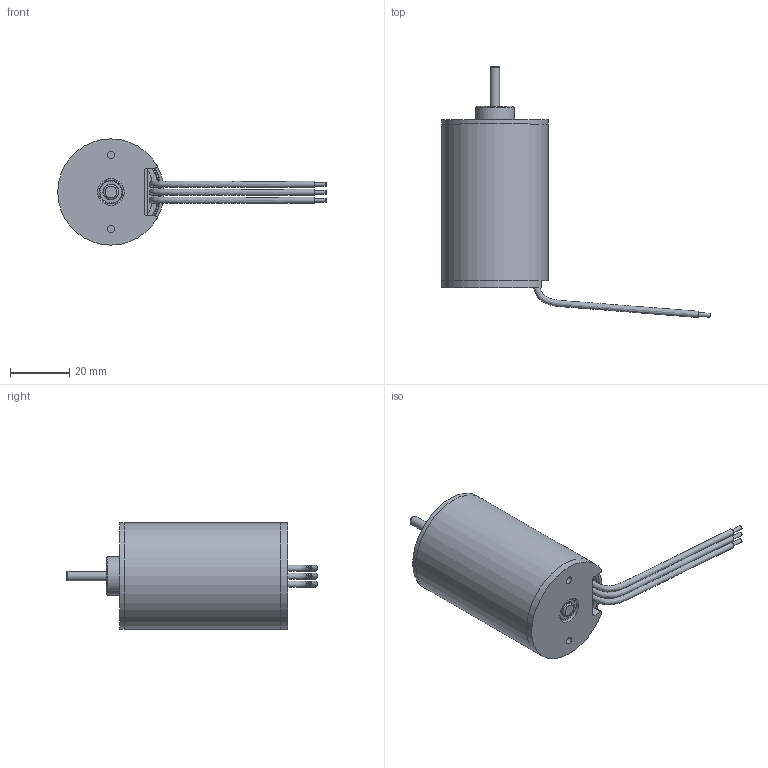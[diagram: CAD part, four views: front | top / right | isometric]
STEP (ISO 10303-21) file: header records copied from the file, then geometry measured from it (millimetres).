
FILE_DESCRIPTION (( 'STEP AP203' ), '1' );
FILE_NAME ('BL3657.STEP', '2025-12-02T10:02:31', ( 'Windows 蚚誧' ), ( 'Organization' ), 'SwSTEP 2.0', 'SolidWorks 2024', '' );
FILE_SCHEMA (( 'CONFIG_CONTROL_DESIGN' ));
Length unit declared in the file: millimetre
Products named in the file (1): BL3657
Bounding box: 90.95 x 85.03 x 36 mm (x, y, z)
Volume: 19423.8 mm3; surface area: 23594.7 mm2
Topology: 10 solids, 10 shells, 339 faces, 1021 edges, 688 vertices
Faces by surface type: sphere 120, plane 99, cylinder 60, torus 51, cone 6, bspline 3
Full cylindrical faces by diameter (mm): 1.3 x3, 2.5 x4, 3.175 x1, 5 x3, 7.35 x4, 8.096 x4, 8.903 x1, 8.904 x1, 9 x2, 10.146 x1, 10.147 x1, 11.7 x8, 13 x5, 17 x1, 29 x1, 33 x2, 33.8 x1, 34 x2, 34.1 x1, 34.3 x1, 36 x2
Entity records: 14213 total; most frequent: CARTESIAN_POINT 5179, ORIENTED_EDGE 1878, DIRECTION 1775, EDGE_CURVE 939, AXIS2_PLACEMENT_3D 863, VERTEX_POINT 673, EDGE_LOOP 572, CIRCLE 526
